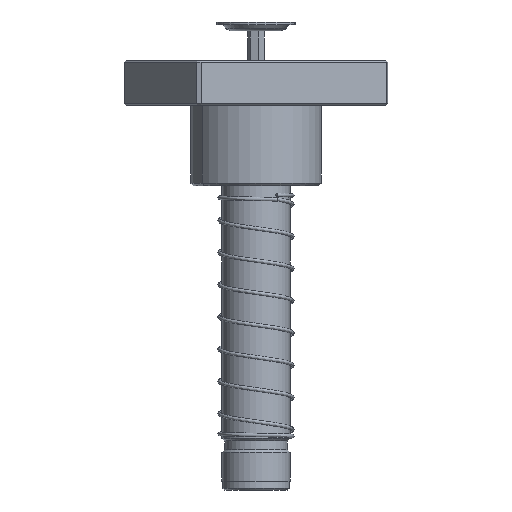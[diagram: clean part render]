
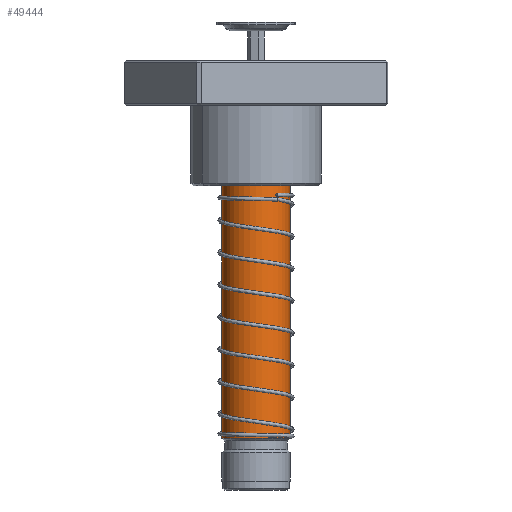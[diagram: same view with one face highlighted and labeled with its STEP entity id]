
A CAD part, front view. The second image highlights one B-rep face of the part: STEP entity #49444.
In plain terms, the highlighted cylindrical face has radius 19 mm (diameter 38 mm), a partial arc.
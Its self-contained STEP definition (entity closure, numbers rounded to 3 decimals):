
#330 = CARTESIAN_POINT ( 'NONE',  ( 19., 0., 240. ) ) ;
#2739 = DIRECTION ( 'NONE',  ( 0., 0., -1. ) ) ;
#2746 = CARTESIAN_POINT ( 'NONE',  ( -19., 0., 237. ) ) ;
#3996 = EDGE_CURVE ( 'NONE', #45454, #31321, #35562, .T. ) ;
#4516 = VERTEX_POINT ( 'NONE', #19741 ) ;
#7843 = DIRECTION ( 'NONE',  ( 0., 0., -1. ) ) ;
#8529 = DIRECTION ( 'NONE',  ( 0., 0., -1. ) ) ;
#8715 = AXIS2_PLACEMENT_3D ( 'NONE', #8780, #24620, #16913 ) ;
#8780 = CARTESIAN_POINT ( 'NONE',  ( 0., 0., 29. ) ) ;
#9461 = CIRCLE ( 'NONE', #8715, 19. ) ;
#11146 = CYLINDRICAL_SURFACE ( 'NONE', #20013, 19. ) ;
#12608 = LINE ( 'NONE', #32575, #45892 ) ;
#12841 = ORIENTED_EDGE ( 'NONE', *, *, #44261, .T. ) ;
#14337 = ORIENTED_EDGE ( 'NONE', *, *, #42092, .F. ) ;
#15657 = ORIENTED_EDGE ( 'NONE', *, *, #24609, .F. ) ;
#16913 = DIRECTION ( 'NONE',  ( -1., 0., 0. ) ) ;
#19430 = LINE ( 'NONE', #330, #51454 ) ;
#19741 = CARTESIAN_POINT ( 'NONE',  ( -19., 0., 29. ) ) ;
#20013 = AXIS2_PLACEMENT_3D ( 'NONE', #22798, #2739, #26295 ) ;
#22798 = CARTESIAN_POINT ( 'NONE',  ( 0., 0., 240. ) ) ;
#22979 = DIRECTION ( 'NONE',  ( 1., 0., 0. ) ) ;
#24609 = EDGE_CURVE ( 'NONE', #45454, #24745, #19430, .T. ) ;
#24620 = DIRECTION ( 'NONE',  ( 0., 0., -1. ) ) ;
#24745 = VERTEX_POINT ( 'NONE', #35333 ) ;
#26295 = DIRECTION ( 'NONE',  ( -1., 0., 0. ) ) ;
#26989 = DIRECTION ( 'NONE',  ( 0., 0., -1. ) ) ;
#31321 = VERTEX_POINT ( 'NONE', #2746 ) ;
#32575 = CARTESIAN_POINT ( 'NONE',  ( -19., 0., 240. ) ) ;
#35333 = CARTESIAN_POINT ( 'NONE',  ( 19., 0., 29. ) ) ;
#35562 = CIRCLE ( 'NONE', #35738, 19. ) ;
#35738 = AXIS2_PLACEMENT_3D ( 'NONE', #47331, #26989, #22979 ) ;
#36891 = EDGE_LOOP ( 'NONE', ( #15657, #44461, #12841, #14337 ) ) ;
#39607 = CARTESIAN_POINT ( 'NONE',  ( 19., 0., 237. ) ) ;
#42092 = EDGE_CURVE ( 'NONE', #24745, #4516, #9461, .T. ) ;
#44261 = EDGE_CURVE ( 'NONE', #31321, #4516, #12608, .T. ) ;
#44461 = ORIENTED_EDGE ( 'NONE', *, *, #3996, .T. ) ;
#45454 = VERTEX_POINT ( 'NONE', #39607 ) ;
#45892 = VECTOR ( 'NONE', #8529, 1000. ) ;
#47331 = CARTESIAN_POINT ( 'NONE',  ( 0., 0., 237. ) ) ;
#48822 = FACE_OUTER_BOUND ( 'NONE', #36891, .T. ) ;
#49444 = ADVANCED_FACE ( 'NONE', ( #48822 ), #11146, .T. ) ;
#51454 = VECTOR ( 'NONE', #7843, 1000. ) ;
